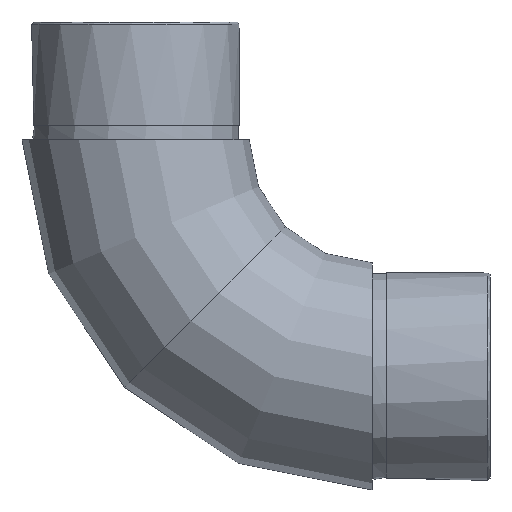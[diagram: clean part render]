
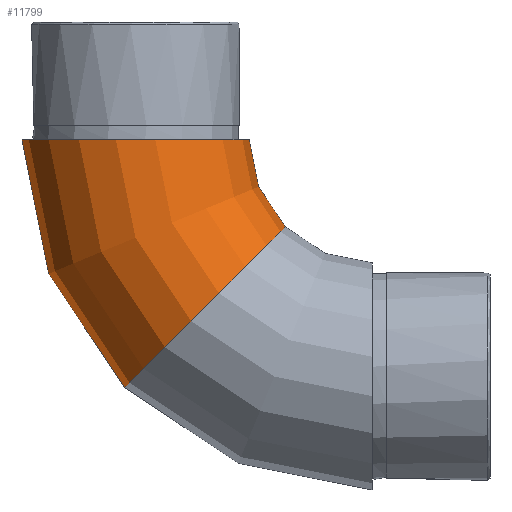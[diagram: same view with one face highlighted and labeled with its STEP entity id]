
A CAD part, left-side view. The second image highlights one B-rep face of the part: STEP entity #11799.
In plain terms, the highlighted toroidal (fillet/blend) face has major radius 50.35 mm and minor radius 24.15 mm.
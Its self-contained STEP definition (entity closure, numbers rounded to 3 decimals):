
#515 = CARTESIAN_POINT ( 'NONE',  ( 0., 0., 50.35 ) ) ;
#1775 = DIRECTION ( 'NONE',  ( -1., 0., 0. ) ) ;
#2014 = AXIS2_PLACEMENT_3D ( 'NONE', #515, #1775, #10481 ) ;
#2159 = EDGE_LOOP ( 'NONE', ( #8480 ) ) ;
#3330 = DIRECTION ( 'NONE',  ( 0., 1., 0. ) ) ;
#4404 = CARTESIAN_POINT ( 'NONE',  ( 0., 0., 24.15 ) ) ;
#4481 = AXIS2_PLACEMENT_3D ( 'NONE', #10317, #10257, #5309 ) ;
#5013 = CIRCLE ( 'NONE', #4481, 24.15 ) ;
#5309 = DIRECTION ( 'NONE',  ( 0., -0.707, 0.707 ) ) ;
#5617 = CARTESIAN_POINT ( 'NONE',  ( 0., 0., 0. ) ) ;
#5690 = VERTEX_POINT ( 'NONE', #4404 ) ;
#6681 = TOROIDAL_SURFACE ( 'NONE', #2014, 50.35, 24.15 ) ;
#7081 = CIRCLE ( 'NONE', #15644, 24.15 ) ;
#7262 = FACE_OUTER_BOUND ( 'NONE', #2159, .T. ) ;
#7895 = EDGE_CURVE ( 'NONE', #8190, #8190, #5013, .T. ) ;
#8148 = DIRECTION ( 'NONE',  ( 0., 0., 1. ) ) ;
#8190 = VERTEX_POINT ( 'NONE', #8191 ) ;
#8191 = CARTESIAN_POINT ( 'NONE',  ( 0., 18.526, 31.824 ) ) ;
#8480 = ORIENTED_EDGE ( 'NONE', *, *, #11561, .T. ) ;
#10004 = FACE_OUTER_BOUND ( 'NONE', #11834, .T. ) ;
#10257 = DIRECTION ( 'NONE',  ( 0., 0.707, 0.707 ) ) ;
#10317 = CARTESIAN_POINT ( 'NONE',  ( 0., 35.603, 14.747 ) ) ;
#10481 = DIRECTION ( 'NONE',  ( 0., 0., 1. ) ) ;
#11561 = EDGE_CURVE ( 'NONE', #5690, #5690, #7081, .T. ) ;
#11799 = ADVANCED_FACE ( 'NONE', ( #10004, #7262 ), #6681, .T. ) ;
#11834 = EDGE_LOOP ( 'NONE', ( #13798 ) ) ;
#13798 = ORIENTED_EDGE ( 'NONE', *, *, #7895, .F. ) ;
#15644 = AXIS2_PLACEMENT_3D ( 'NONE', #5617, #3330, #8148 ) ;
